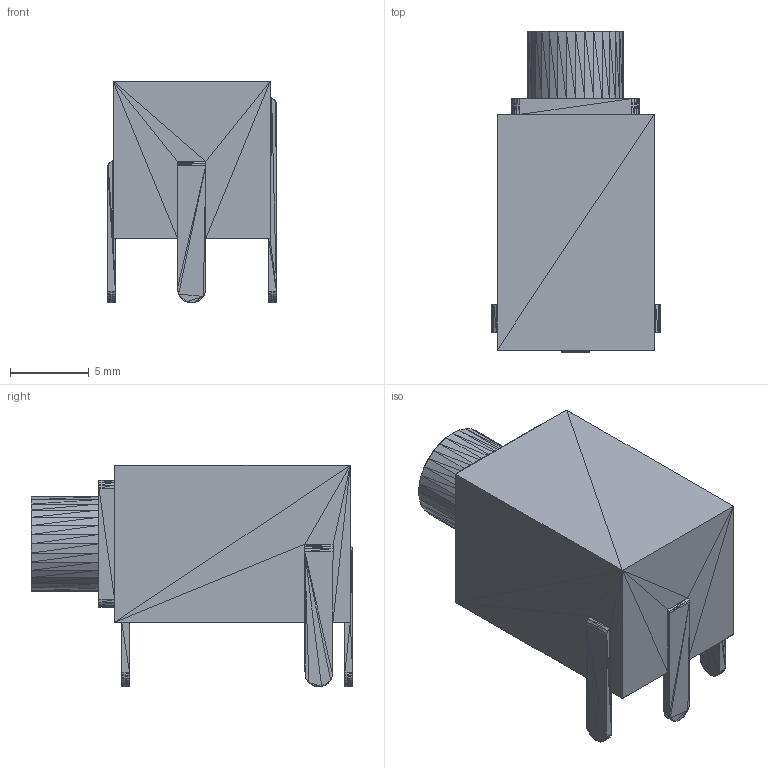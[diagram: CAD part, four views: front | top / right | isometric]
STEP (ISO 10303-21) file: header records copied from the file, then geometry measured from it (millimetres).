
FILE_DESCRIPTION(('FreeCAD Model'),'2;1');
FILE_NAME('Open CASCADE Shape Model','2023-09-03T17:17:51',('Author'),( ''),'Open CASCADE STEP processor 7.5','FreeCAD','Unknown');
FILE_SCHEMA(('AUTOMOTIVE_DESIGN { 1 0 10303 214 1 1 1 1 }'));
Length unit declared in the file: millimetre
Products named in the file (1): Mesh001
Bounding box: 10.75 x 20.45 x 14.1 mm (x, y, z)
Surface area: 1059.9 mm2 (no closed solid volume)
Topology: 0 solids, 1 shells, 692 faces, 1038 edges, 348 vertices
Faces by surface type: plane 692
Entity records: 30697 total; most frequent: CARTESIAN_POINT 5193, DIRECTION 3462, ORIENTED_EDGE 2076, LINE 2076, VECTOR 2076, PCURVE 2076, DEFINITIONAL_REPRESENTATION 2076, EDGE_CURVE 1038
